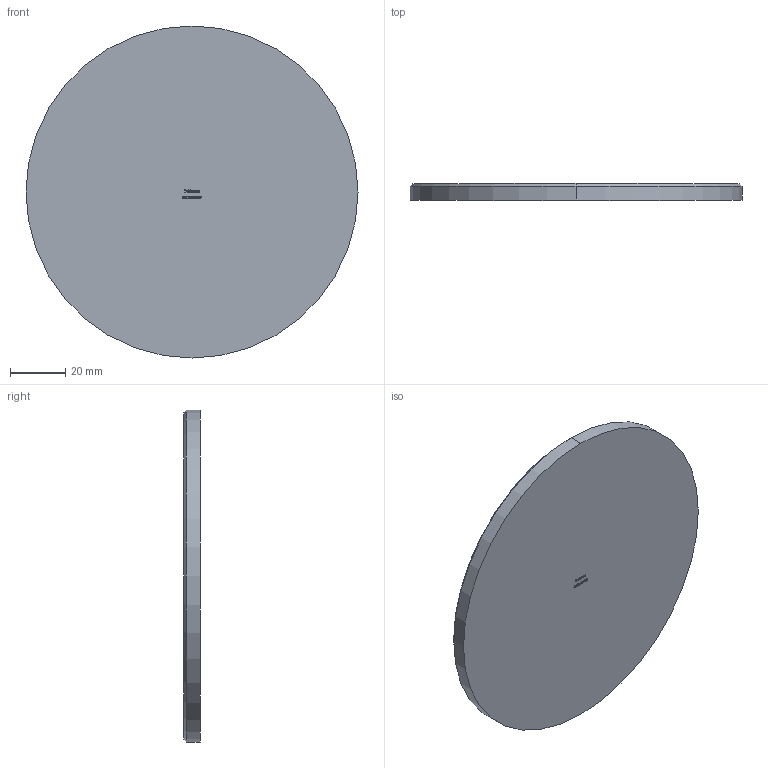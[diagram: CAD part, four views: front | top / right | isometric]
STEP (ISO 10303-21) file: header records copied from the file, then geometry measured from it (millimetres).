
FILE_DESCRIPTION (( 'STEP AP203' ), '1' );
FILE_NAME ('53120-240-R-F.STEP', '2020-10-22T08:13:17', ( '' ), ( '' ), 'SwSTEP 2.0', 'SolidWorks 2018', '' );
FILE_SCHEMA (( 'CONFIG_CONTROL_DESIGN' ));
Length unit declared in the file: millimetre
Products named in the file (2): 53120-240-R-F
Bounding box: 120 x 6 x 120 mm (x, y, z)
Volume: 67670.7 mm3; surface area: 24665.9 mm2
Topology: 1 solids, 1 shells, 266 faces, 706 edges, 470 vertices
Faces by surface type: plane 157, bspline 105, cone 2, cylinder 2
Entity records: 14173 total; most frequent: CARTESIAN_POINT 8117, ORIENTED_EDGE 1412, DIRECTION 828, EDGE_CURVE 706, VECTOR 490, LINE 490, VERTEX_POINT 470, EDGE_LOOP 294
